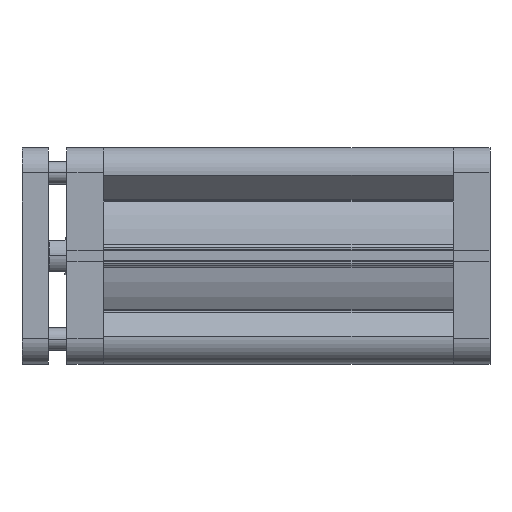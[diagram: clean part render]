
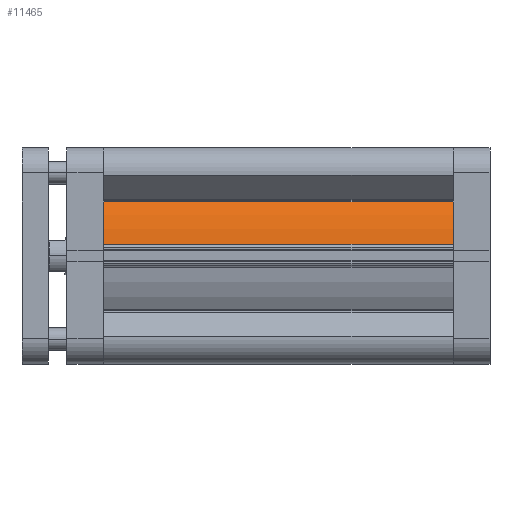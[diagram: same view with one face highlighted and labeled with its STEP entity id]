
A CAD part, top view. The second image highlights one B-rep face of the part: STEP entity #11465.
In plain terms, the highlighted cylindrical face has radius 53.5 mm (diameter 107 mm), a partial arc.
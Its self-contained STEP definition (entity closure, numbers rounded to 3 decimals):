
#400 = ORIENTED_EDGE ( 'NONE', *, *, #9097, .T. ) ;
#401 = ORIENTED_EDGE ( 'NONE', *, *, #9014, .T. ) ;
#402 = ORIENTED_EDGE ( 'NONE', *, *, #9093, .T. ) ;
#403 = ORIENTED_EDGE ( 'NONE', *, *, #9096, .F. ) ;
#923 = AXIS2_PLACEMENT_3D ( 'NONE', #2849, #2850, #2851 ) ;
#943 = AXIS2_PLACEMENT_3D ( 'NONE', #3033, #3035, #3036 ) ;
#1420 = AXIS2_PLACEMENT_3D ( 'NONE', #7120, #7119, #7118 ) ;
#1899 = CIRCLE ( 'NONE', #923, 53.5 ) ;
#2034 = VECTOR ( 'NONE', #3038, 1000. ) ;
#2035 = LINE ( 'NONE', #3029, #2036 ) ;
#2036 = VECTOR ( 'NONE', #3030, 1000. ) ;
#2037 = LINE ( 'NONE', #3037, #2034 ) ;
#2040 = CIRCLE ( 'NONE', #943, 53.5 ) ;
#2849 = CARTESIAN_POINT ( 'NONE',  ( 0., 0., 0. ) ) ;
#2850 = DIRECTION ( 'NONE',  ( 0., 0., 1. ) ) ;
#2851 = DIRECTION ( 'NONE',  ( 1., 0., 0. ) ) ;
#3029 = CARTESIAN_POINT ( 'NONE',  ( 53.147, 6.135, 187.5 ) ) ;
#3030 = DIRECTION ( 'NONE',  ( 0., 0., -1. ) ) ;
#3033 = CARTESIAN_POINT ( 'NONE',  ( 0., 0., 187.5 ) ) ;
#3035 = DIRECTION ( 'NONE',  ( 0., 0., 1. ) ) ;
#3036 = DIRECTION ( 'NONE',  ( 1., 0., 0. ) ) ;
#3037 = CARTESIAN_POINT ( 'NONE',  ( 44.961, 28.996, 187.5 ) ) ;
#3038 = DIRECTION ( 'NONE',  ( 0., 0., 1. ) ) ;
#4028 = EDGE_LOOP ( 'NONE', ( #403, #402, #401, #400 ) ) ;
#4819 = CARTESIAN_POINT ( 'NONE',  ( 53.147, 6.135, 187.5 ) ) ;
#4820 = CARTESIAN_POINT ( 'NONE',  ( 44.961, 28.996, 187.5 ) ) ;
#4821 = CARTESIAN_POINT ( 'NONE',  ( 53.147, 6.135, 0. ) ) ;
#4822 = CARTESIAN_POINT ( 'NONE',  ( 44.961, 28.996, 0. ) ) ;
#6475 = FACE_OUTER_BOUND ( 'NONE', #4028, .T. ) ;
#6478 = CYLINDRICAL_SURFACE ( 'NONE', #1420, 53.5 ) ;
#7118 = DIRECTION ( 'NONE',  ( -1., 0., 0. ) ) ;
#7119 = DIRECTION ( 'NONE',  ( 0., 0., -1. ) ) ;
#7120 = CARTESIAN_POINT ( 'NONE',  ( 0., 0., 187.5 ) ) ;
#9014 = EDGE_CURVE ( 'NONE', #9855, #9856, #1899, .T. ) ;
#9093 = EDGE_CURVE ( 'NONE', #9853, #9855, #2035, .T. ) ;
#9096 = EDGE_CURVE ( 'NONE', #9853, #9854, #2040, .T. ) ;
#9097 = EDGE_CURVE ( 'NONE', #9856, #9854, #2037, .T. ) ;
#9853 = VERTEX_POINT ( 'NONE', #4819 ) ;
#9854 = VERTEX_POINT ( 'NONE', #4820 ) ;
#9855 = VERTEX_POINT ( 'NONE', #4821 ) ;
#9856 = VERTEX_POINT ( 'NONE', #4822 ) ;
#11465 = ADVANCED_FACE ( 'NONE', ( #6475 ), #6478, .T. ) ;
